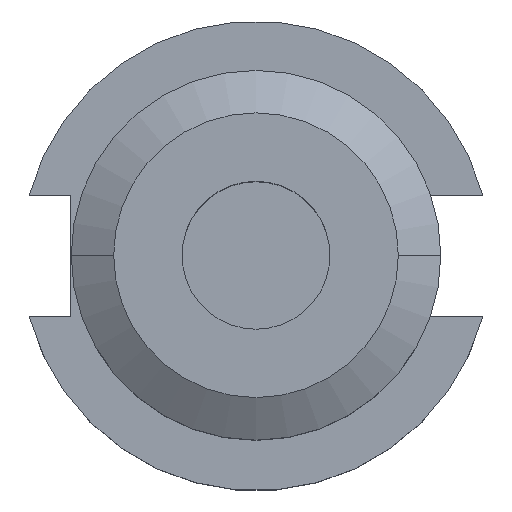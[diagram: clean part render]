
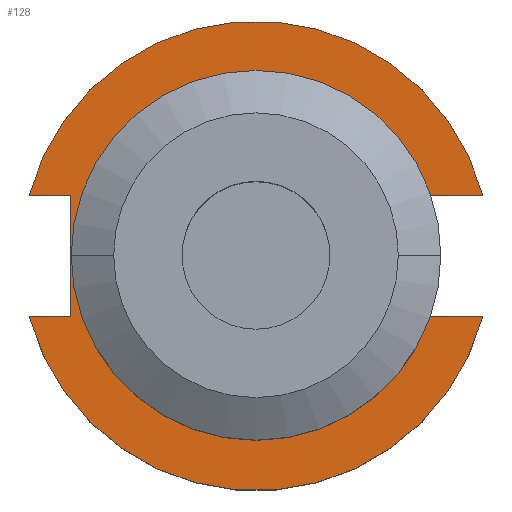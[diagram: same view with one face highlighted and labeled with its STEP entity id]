
A CAD part, top view. The second image highlights one B-rep face of the part: STEP entity #128.
In plain terms, the highlighted planar face has unit normal (0, 0, 1).
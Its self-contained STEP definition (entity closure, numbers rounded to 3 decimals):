
#19 = CARTESIAN_POINT ( 'NONE',  ( 0., 0., 19.05 ) ) ;
#45 = VERTEX_POINT ( 'NONE', #51 ) ;
#48 = VECTOR ( 'NONE', #606, 1000. ) ;
#51 = CARTESIAN_POINT ( 'NONE',  ( -30.675, -8.191, 19.05 ) ) ;
#101 = VERTEX_POINT ( 'NONE', #663 ) ;
#128 = ADVANCED_FACE ( 'NONE', ( #1327 ), #734, .F. ) ;
#181 = VERTEX_POINT ( 'NONE', #1155 ) ;
#193 = VERTEX_POINT ( 'NONE', #770 ) ;
#212 = EDGE_CURVE ( 'NONE', #1319, #1745, #1418, .T. ) ;
#237 = VECTOR ( 'NONE', #753, 1000. ) ;
#245 = VECTOR ( 'NONE', #1835, 1000. ) ;
#252 = EDGE_CURVE ( 'NONE', #45, #1666, #269, .T. ) ;
#264 = DIRECTION ( 'NONE',  ( -1., 0., 0. ) ) ;
#269 = LINE ( 'NONE', #1054, #48 ) ;
#270 = CARTESIAN_POINT ( 'NONE',  ( -25.091, -8.191, 19.05 ) ) ;
#326 = AXIS2_PLACEMENT_3D ( 'NONE', #1373, #1003, #1229 ) ;
#335 = AXIS2_PLACEMENT_3D ( 'NONE', #1501, #507, #1644 ) ;
#411 = CARTESIAN_POINT ( 'NONE',  ( 0., 0., 19.05 ) ) ;
#423 = DIRECTION ( 'NONE',  ( -1., 0., 0. ) ) ;
#426 = EDGE_CURVE ( 'NONE', #193, #1279, #889, .T. ) ;
#451 = CIRCLE ( 'NONE', #1443, 23.025 ) ;
#477 = LINE ( 'NONE', #1064, #1107 ) ;
#487 = EDGE_CURVE ( 'NONE', #1015, #181, #477, .T. ) ;
#507 = DIRECTION ( 'NONE',  ( 0., 0., 1. ) ) ;
#526 = ORIENTED_EDGE ( 'NONE', *, *, #850, .F. ) ;
#591 = ORIENTED_EDGE ( 'NONE', *, *, #252, .F. ) ;
#592 = ORIENTED_EDGE ( 'NONE', *, *, #1757, .T. ) ;
#606 = DIRECTION ( 'NONE',  ( 1., 0., 0. ) ) ;
#610 = ORIENTED_EDGE ( 'NONE', *, *, #426, .T. ) ;
#659 = CARTESIAN_POINT ( 'NONE',  ( 30.675, 8.191, 19.05 ) ) ;
#663 = CARTESIAN_POINT ( 'NONE',  ( 22.606, 4.373, 19.05 ) ) ;
#671 = AXIS2_PLACEMENT_3D ( 'NONE', #19, #738, #1770 ) ;
#678 = LINE ( 'NONE', #1601, #1836 ) ;
#714 = CARTESIAN_POINT ( 'NONE',  ( 0., 0., 19.05 ) ) ;
#715 = EDGE_CURVE ( 'NONE', #45, #181, #1822, .T. ) ;
#734 = PLANE ( 'NONE',  #326 ) ;
#738 = DIRECTION ( 'NONE',  ( 0., 0., -1. ) ) ;
#750 = CARTESIAN_POINT ( 'NONE',  ( 22.606, 8.191, 19.05 ) ) ;
#751 = LINE ( 'NONE', #1841, #245 ) ;
#753 = DIRECTION ( 'NONE',  ( 0., -1., 0. ) ) ;
#770 = CARTESIAN_POINT ( 'NONE',  ( 22.606, -4.373, 19.05 ) ) ;
#798 = VECTOR ( 'NONE', #1692, 1000. ) ;
#822 = EDGE_CURVE ( 'NONE', #1279, #101, #451, .T. ) ;
#850 = EDGE_CURVE ( 'NONE', #1551, #1249, #678, .T. ) ;
#889 = CIRCLE ( 'NONE', #671, 23.025 ) ;
#918 = CARTESIAN_POINT ( 'NONE',  ( -30.675, 8.191, 19.05 ) ) ;
#992 = CARTESIAN_POINT ( 'NONE',  ( 22.606, -8.191, 19.05 ) ) ;
#1002 = DIRECTION ( 'NONE',  ( 0., 0., -1. ) ) ;
#1003 = DIRECTION ( 'NONE',  ( 0., 0., -1. ) ) ;
#1015 = VERTEX_POINT ( 'NONE', #992 ) ;
#1025 = VECTOR ( 'NONE', #1339, 1000. ) ;
#1043 = AXIS2_PLACEMENT_3D ( 'NONE', #411, #1316, #1282 ) ;
#1054 = CARTESIAN_POINT ( 'NONE',  ( -61.091, -8.191, 19.05 ) ) ;
#1064 = CARTESIAN_POINT ( 'NONE',  ( 0., -8.191, 19.05 ) ) ;
#1107 = VECTOR ( 'NONE', #1801, 1000. ) ;
#1142 = LINE ( 'NONE', #1518, #1025 ) ;
#1155 = CARTESIAN_POINT ( 'NONE',  ( 30.675, -8.191, 19.05 ) ) ;
#1183 = LINE ( 'NONE', #1361, #237 ) ;
#1198 = EDGE_CURVE ( 'NONE', #101, #1249, #1142, .T. ) ;
#1229 = DIRECTION ( 'NONE',  ( -1., 0., 0. ) ) ;
#1249 = VERTEX_POINT ( 'NONE', #750 ) ;
#1264 = ORIENTED_EDGE ( 'NONE', *, *, #822, .T. ) ;
#1279 = VERTEX_POINT ( 'NONE', #1788 ) ;
#1282 = DIRECTION ( 'NONE',  ( 1., 0., 0. ) ) ;
#1316 = DIRECTION ( 'NONE',  ( 0., 0., 1. ) ) ;
#1319 = VERTEX_POINT ( 'NONE', #918 ) ;
#1327 = FACE_OUTER_BOUND ( 'NONE', #1338, .T. ) ;
#1338 = EDGE_LOOP ( 'NONE', ( #1858, #610, #1264, #1646, #526, #1342, #1558, #592, #591, #1428, #1699 ) ) ;
#1339 = DIRECTION ( 'NONE',  ( 0., 1., 0. ) ) ;
#1342 = ORIENTED_EDGE ( 'NONE', *, *, #1502, .T. ) ;
#1361 = CARTESIAN_POINT ( 'NONE',  ( -25.091, 8.191, 19.05 ) ) ;
#1373 = CARTESIAN_POINT ( 'NONE',  ( 0., 22.225, 19.05 ) ) ;
#1418 = LINE ( 'NONE', #1470, #798 ) ;
#1428 = ORIENTED_EDGE ( 'NONE', *, *, #715, .T. ) ;
#1443 = AXIS2_PLACEMENT_3D ( 'NONE', #714, #1002, #264 ) ;
#1470 = CARTESIAN_POINT ( 'NONE',  ( -61.091, 8.191, 19.05 ) ) ;
#1501 = CARTESIAN_POINT ( 'NONE',  ( 0., 0., 19.05 ) ) ;
#1502 = EDGE_CURVE ( 'NONE', #1551, #1319, #1530, .T. ) ;
#1506 = EDGE_CURVE ( 'NONE', #1015, #193, #751, .T. ) ;
#1518 = CARTESIAN_POINT ( 'NONE',  ( 22.606, 22.225, 19.05 ) ) ;
#1530 = CIRCLE ( 'NONE', #335, 31.75 ) ;
#1551 = VERTEX_POINT ( 'NONE', #659 ) ;
#1558 = ORIENTED_EDGE ( 'NONE', *, *, #212, .T. ) ;
#1601 = CARTESIAN_POINT ( 'NONE',  ( 0., 8.191, 19.05 ) ) ;
#1644 = DIRECTION ( 'NONE',  ( 1., 0., 0. ) ) ;
#1646 = ORIENTED_EDGE ( 'NONE', *, *, #1198, .T. ) ;
#1666 = VERTEX_POINT ( 'NONE', #270 ) ;
#1692 = DIRECTION ( 'NONE',  ( 1., 0., 0. ) ) ;
#1699 = ORIENTED_EDGE ( 'NONE', *, *, #487, .F. ) ;
#1745 = VERTEX_POINT ( 'NONE', #1869 ) ;
#1757 = EDGE_CURVE ( 'NONE', #1745, #1666, #1183, .T. ) ;
#1770 = DIRECTION ( 'NONE',  ( -1., 0., 0. ) ) ;
#1788 = CARTESIAN_POINT ( 'NONE',  ( -23.025, 0., 19.05 ) ) ;
#1801 = DIRECTION ( 'NONE',  ( 1., 0., 0. ) ) ;
#1822 = CIRCLE ( 'NONE', #1043, 31.75 ) ;
#1835 = DIRECTION ( 'NONE',  ( 0., 1., 0. ) ) ;
#1836 = VECTOR ( 'NONE', #423, 1000. ) ;
#1841 = CARTESIAN_POINT ( 'NONE',  ( 22.606, 22.225, 19.05 ) ) ;
#1858 = ORIENTED_EDGE ( 'NONE', *, *, #1506, .T. ) ;
#1869 = CARTESIAN_POINT ( 'NONE',  ( -25.091, 8.191, 19.05 ) ) ;
